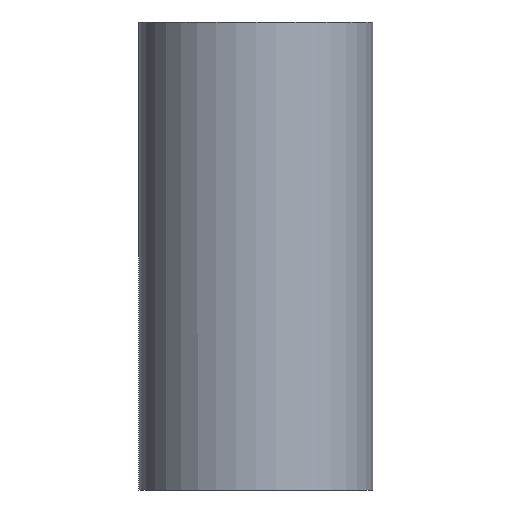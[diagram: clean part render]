
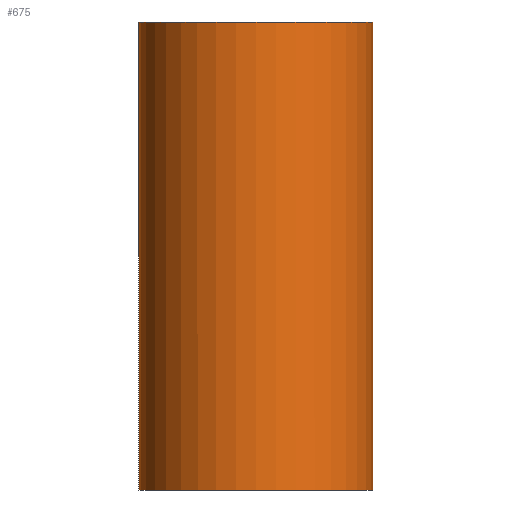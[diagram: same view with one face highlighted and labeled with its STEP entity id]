
A CAD part, front view. The second image highlights one B-rep face of the part: STEP entity #675.
In plain terms, the highlighted cylindrical face has radius 13.5 mm (diameter 27 mm), a full revolution.
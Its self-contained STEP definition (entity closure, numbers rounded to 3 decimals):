
#98=ELLIPSE('',#747,19.092,13.5);
#99=ELLIPSE('',#748,19.092,13.5);
#124=CYLINDRICAL_SURFACE('',#749,13.5);
#147=FACE_BOUND('',#240,.T.);
#148=FACE_BOUND('',#241,.T.);
#175=FACE_OUTER_BOUND('',#239,.T.);
#239=EDGE_LOOP('',(#513));
#240=EDGE_LOOP('',(#514,#515));
#241=EDGE_LOOP('',(#516));
#284=CIRCLE('',#717,13.5);
#292=CIRCLE('',#731,13.5);
#313=VERTEX_POINT('',#914);
#321=VERTEX_POINT('',#936);
#329=VERTEX_POINT('',#962);
#330=VERTEX_POINT('',#963);
#382=EDGE_CURVE('',#313,#313,#284,.T.);
#390=EDGE_CURVE('',#321,#321,#292,.T.);
#400=EDGE_CURVE('',#329,#330,#98,.T.);
#401=EDGE_CURVE('',#330,#329,#99,.T.);
#513=ORIENTED_EDGE('',*,*,#382,.F.);
#514=ORIENTED_EDGE('',*,*,#401,.T.);
#515=ORIENTED_EDGE('',*,*,#400,.T.);
#516=ORIENTED_EDGE('',*,*,#390,.F.);
#675=ADVANCED_FACE('',(#175,#147,#148),#124,.T.);
#717=AXIS2_PLACEMENT_3D('',#915,#788,#789);
#731=AXIS2_PLACEMENT_3D('',#937,#816,#817);
#747=AXIS2_PLACEMENT_3D('',#964,#850,#851);
#748=AXIS2_PLACEMENT_3D('',#965,#852,#853);
#749=AXIS2_PLACEMENT_3D('',#966,#854,#855);
#788=DIRECTION('center_axis',(0.,0.,-1.));
#789=DIRECTION('ref_axis',(-1.,0.,0.));
#816=DIRECTION('center_axis',(0.,0.,1.));
#817=DIRECTION('ref_axis',(-1.,0.,0.));
#850=DIRECTION('center_axis',(0.,-0.707,-0.707));
#851=DIRECTION('ref_axis',(0.,0.707,-0.707));
#852=DIRECTION('center_axis',(0.,-0.707,0.707));
#853=DIRECTION('ref_axis',(0.,-0.707,-0.707));
#854=DIRECTION('center_axis',(0.,0.,1.));
#855=DIRECTION('ref_axis',(-1.,0.,0.));
#914=CARTESIAN_POINT('',(13.5,0.,-27.));
#915=CARTESIAN_POINT('Origin',(0.,0.,-27.));
#936=CARTESIAN_POINT('',(13.5,0.,27.));
#937=CARTESIAN_POINT('Origin',(0.,0.,27.));
#962=CARTESIAN_POINT('',(-13.5,0.,0.));
#963=CARTESIAN_POINT('',(13.5,0.,0.));
#964=CARTESIAN_POINT('Origin',(0.,0.,0.));
#965=CARTESIAN_POINT('Origin',(0.,0.,0.));
#966=CARTESIAN_POINT('Origin',(0.,0.,0.));
